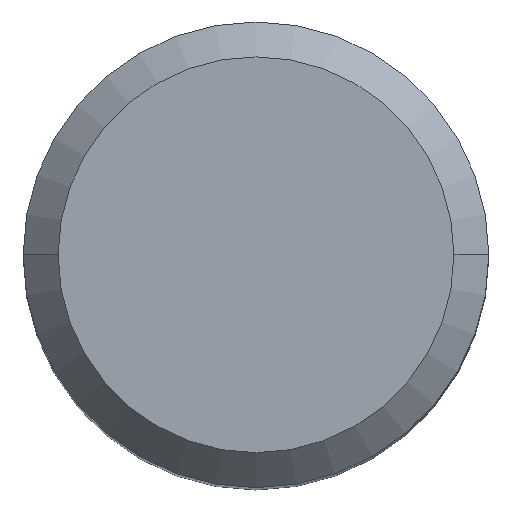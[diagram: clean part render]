
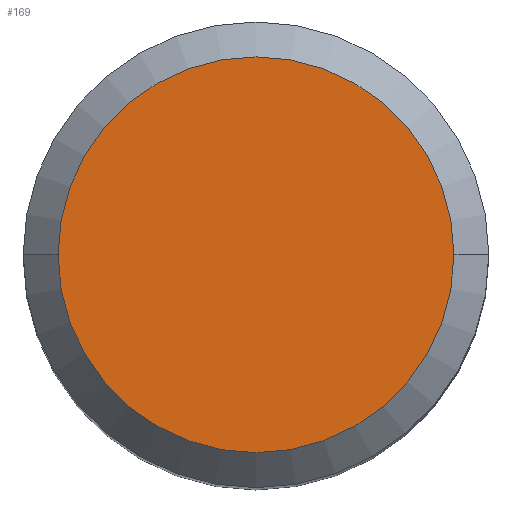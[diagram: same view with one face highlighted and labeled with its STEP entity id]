
A CAD part, top view. The second image highlights one B-rep face of the part: STEP entity #169.
In plain terms, the highlighted planar face has unit normal (0, 0, 1).
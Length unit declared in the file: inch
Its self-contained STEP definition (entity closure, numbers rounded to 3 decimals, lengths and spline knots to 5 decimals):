
#16 = EDGE_CURVE ( 'NONE', #173, #46, #160, .T. ) ;
#26 = AXIS2_PLACEMENT_3D ( 'NONE', #259, #155, #70 ) ;
#42 = AXIS2_PLACEMENT_3D ( 'NONE', #408, #223, #368 ) ;
#46 = VERTEX_POINT ( 'NONE', #296 ) ;
#70 = DIRECTION ( 'NONE',  ( 1., 0., 0. ) ) ;
#148 = PLANE ( 'NONE',  #42 ) ;
#155 = DIRECTION ( 'NONE',  ( 0., 0., 1. ) ) ;
#160 = CIRCLE ( 'NONE', #352, 0.3012 ) ;
#163 = ORIENTED_EDGE ( 'NONE', *, *, #416, .T. ) ;
#169 = ADVANCED_FACE ( 'NONE', ( #264 ), #148, .F. ) ;
#173 = VERTEX_POINT ( 'NONE', #336 ) ;
#223 = DIRECTION ( 'NONE',  ( 0., 0., -1. ) ) ;
#248 = CIRCLE ( 'NONE', #26, 0.3012 ) ;
#259 = CARTESIAN_POINT ( 'NONE',  ( 0., 0., 0. ) ) ;
#264 = FACE_OUTER_BOUND ( 'NONE', #312, .T. ) ;
#296 = CARTESIAN_POINT ( 'NONE',  ( -0.3012, 0., 0. ) ) ;
#312 = EDGE_LOOP ( 'NONE', ( #163, #415 ) ) ;
#320 = CARTESIAN_POINT ( 'NONE',  ( 0., 0., 0. ) ) ;
#336 = CARTESIAN_POINT ( 'NONE',  ( 0.3012, 0., 0. ) ) ;
#352 = AXIS2_PLACEMENT_3D ( 'NONE', #320, #466, #394 ) ;
#368 = DIRECTION ( 'NONE',  ( -1., 0., 0. ) ) ;
#394 = DIRECTION ( 'NONE',  ( 1., 0., 0. ) ) ;
#408 = CARTESIAN_POINT ( 'NONE',  ( 0., 0., 0. ) ) ;
#415 = ORIENTED_EDGE ( 'NONE', *, *, #16, .T. ) ;
#416 = EDGE_CURVE ( 'NONE', #46, #173, #248, .T. ) ;
#466 = DIRECTION ( 'NONE',  ( 0., 0., 1. ) ) ;
